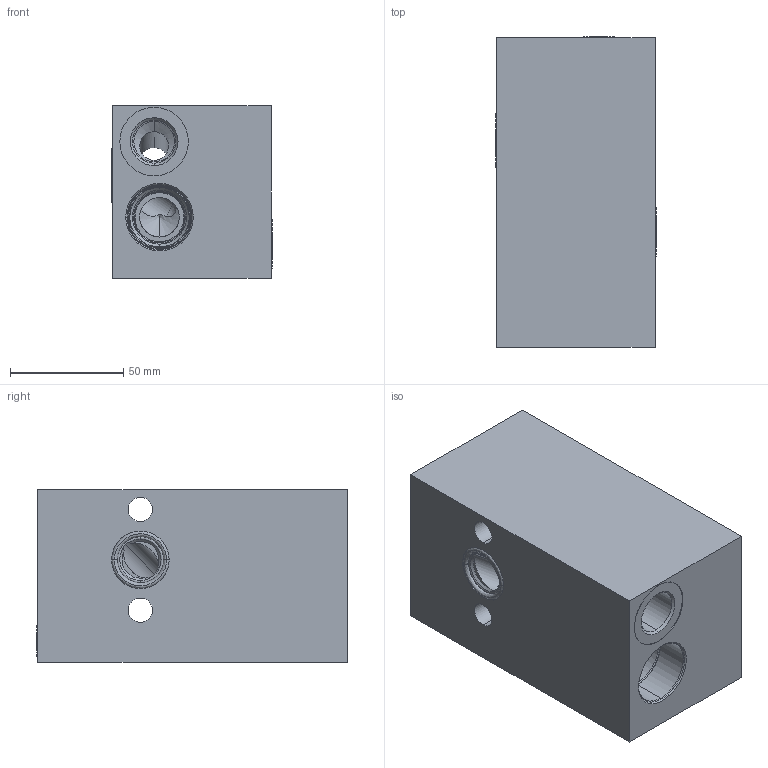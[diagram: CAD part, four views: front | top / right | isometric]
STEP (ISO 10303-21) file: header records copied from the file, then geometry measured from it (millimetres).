
FILE_DESCRIPTION((''),'2;1');
FILE_NAME('WJD_ASM','2024-03-18T',('ProEService'),(''),'PRO/ENGINEER BY PARAMETRIC TECHNOLOGY CORPORATION, 2014200','PRO/ENGINEER BY PARAMETRIC TECHNOLOGY CORPORATION, 2014200','');
FILE_SCHEMA(('CONFIG_CONTROL_DESIGN'));
Length unit declared in the file: inch
Products named in the file (5): 152-578-003; 500-001-117; A330-006-004; A330-006-008; WJD_ASM
Assembly tree (4 placements, depth 2):
  WJD_ASM
    152-578-003
    500-001-117
    A330-006-004
    A330-006-008
Bounding box: 70.87 x 137.06 x 76.2 mm (x, y, z)
Volume: 608396.1 mm3; surface area: 83570.4 mm2
Topology: 4 solids, 5 shells, 235 faces, 765 edges, 645 vertices
Faces by surface type: cylinder 86, cone 79, plane 48, torus 14, sphere 4, revolution 4
Entity records: 9922 total; most frequent: CARTESIAN_POINT 3319, DIRECTION 1405, ORIENTED_EDGE 1106, EDGE_CURVE 553, AXIS2_PLACEMENT_3D 497, VECTOR 407, LINE 407, VERTEX_POINT 333
